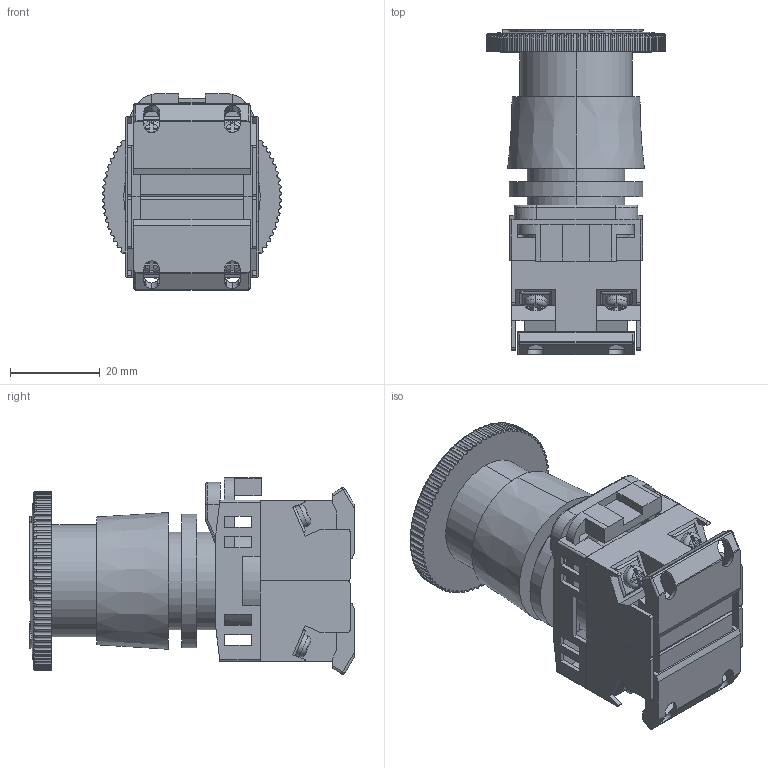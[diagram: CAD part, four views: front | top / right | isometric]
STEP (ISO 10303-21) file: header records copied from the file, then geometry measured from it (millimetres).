
FILE_DESCRIPTION (( 'STEP AP214' ), '1' );
FILE_NAME ('AR22V0L-01E3R.step', '2017-08-28T20:53:33', ( '' ), ( '' ), 'SwSTEP 2.0', 'SolidWorks 2017', '' );
FILE_SCHEMA (( 'AUTOMOTIVE_DESIGN' ));
Length unit declared in the file: millimetre
Products named in the file (1): AR22V0L-01E3R
Bounding box: 39.99 x 72.5 x 43.81 mm (x, y, z)
Volume: 45767.7 mm3; surface area: 26387.3 mm2
Topology: 17 solids, 17 shells, 725 faces, 2039 edges, 1342 vertices
Faces by surface type: cylinder 310, plane 308, torus 90, sphere 10, bspline 5, cone 2
Entity records: 25841 total; most frequent: CARTESIAN_POINT 6867, ORIENTED_EDGE 4074, DIRECTION 3570, EDGE_CURVE 2037, VERTEX_POINT 1342, AXIS2_PLACEMENT_3D 1268, VECTOR 1034, LINE 1034
